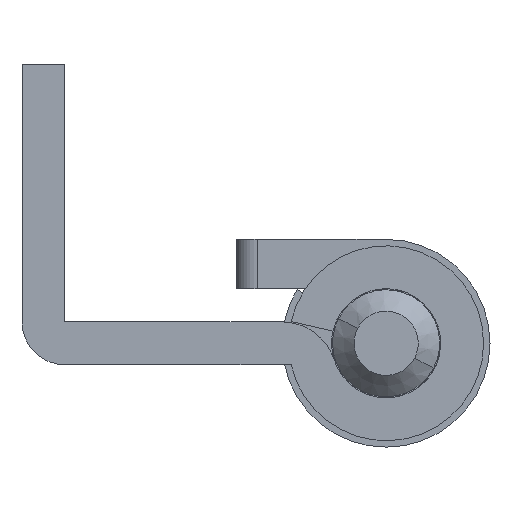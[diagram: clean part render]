
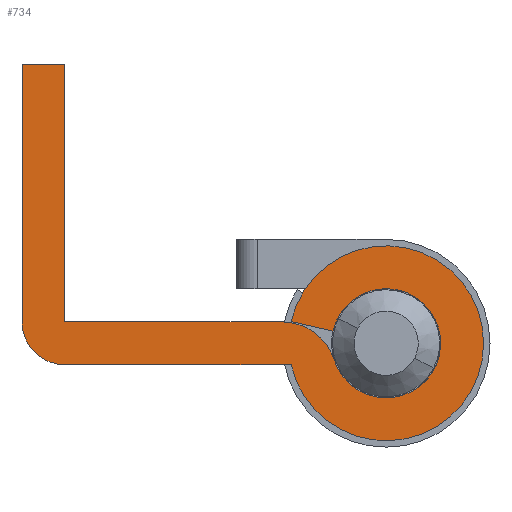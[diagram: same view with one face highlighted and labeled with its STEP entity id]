
A CAD part, front view. The second image highlights one B-rep face of the part: STEP entity #734.
In plain terms, the highlighted face is planar.
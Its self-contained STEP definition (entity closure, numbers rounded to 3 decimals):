
#6 = VECTOR ( 'NONE', #223, 1000. ) ;
#35 = LINE ( 'NONE', #263, #6 ) ;
#36 = EDGE_LOOP ( 'NONE', ( #1322, #307, #379, #290, #972, #799, #1347, #225, #113, #1304 ) ) ;
#44 = CARTESIAN_POINT ( 'NONE',  ( -15., -1., 5. ) ) ;
#49 = AXIS2_PLACEMENT_3D ( 'NONE', #946, #395, #1236 ) ;
#54 = EDGE_CURVE ( 'NONE', #1287, #262, #843, .T. ) ;
#67 = CARTESIAN_POINT ( 'NONE',  ( 0., -13., 5. ) ) ;
#75 = CARTESIAN_POINT ( 'NONE',  ( -17., -1., 5. ) ) ;
#84 = VERTEX_POINT ( 'NONE', #149 ) ;
#85 = EDGE_CURVE ( 'NONE', #1181, #323, #801, .T. ) ;
#113 = ORIENTED_EDGE ( 'NONE', *, *, #54, .T. ) ;
#125 = VECTOR ( 'NONE', #377, 1000. ) ;
#149 = CARTESIAN_POINT ( 'NONE',  ( -2.429, 0.775, 5. ) ) ;
#164 = LINE ( 'NONE', #67, #751 ) ;
#179 = DIRECTION ( 'NONE',  ( 1., 0., 0. ) ) ;
#187 = CARTESIAN_POINT ( 'NONE',  ( -4.859, 1.55, 5. ) ) ;
#218 = AXIS2_PLACEMENT_3D ( 'NONE', #988, #724, #413 ) ;
#223 = DIRECTION ( 'NONE',  ( -1., 0., 0. ) ) ;
#225 = ORIENTED_EDGE ( 'NONE', *, *, #973, .T. ) ;
#231 = EDGE_CURVE ( 'NONE', #1066, #334, #1244, .T. ) ;
#247 = VECTOR ( 'NONE', #1302, 1000. ) ;
#262 = VERTEX_POINT ( 'NONE', #75 ) ;
#263 = CARTESIAN_POINT ( 'NONE',  ( 0., -1., 5. ) ) ;
#264 = CIRCLE ( 'NONE', #337, 2. ) ;
#288 = CARTESIAN_POINT ( 'NONE',  ( -4.435, -1.015, 5. ) ) ;
#290 = ORIENTED_EDGE ( 'NONE', *, *, #341, .F. ) ;
#297 = DIRECTION ( 'NONE',  ( 0., 0., -1. ) ) ;
#307 = ORIENTED_EDGE ( 'NONE', *, *, #1033, .T. ) ;
#310 = DIRECTION ( 'NONE',  ( 1., 0., 0. ) ) ;
#317 = CARTESIAN_POINT ( 'NONE',  ( -4.859, -1., 5. ) ) ;
#323 = VERTEX_POINT ( 'NONE', #622 ) ;
#334 = VERTEX_POINT ( 'NONE', #1359 ) ;
#337 = AXIS2_PLACEMENT_3D ( 'NONE', #387, #1176, #310 ) ;
#341 = EDGE_CURVE ( 'NONE', #84, #420, #903, .T. ) ;
#351 = CARTESIAN_POINT ( 'NONE',  ( 0., 0., 5. ) ) ;
#377 = DIRECTION ( 'NONE',  ( 1., 0., 0. ) ) ;
#379 = ORIENTED_EDGE ( 'NONE', *, *, #1255, .T. ) ;
#385 = PLANE ( 'NONE',  #784 ) ;
#387 = CARTESIAN_POINT ( 'NONE',  ( -15., -1., 5. ) ) ;
#395 = DIRECTION ( 'NONE',  ( 0., 0., -1. ) ) ;
#397 = CARTESIAN_POINT ( 'NONE',  ( 0., 1., 5. ) ) ;
#398 = VERTEX_POINT ( 'NONE', #317 ) ;
#413 = DIRECTION ( 'NONE',  ( 1., 0., 0. ) ) ;
#420 = VERTEX_POINT ( 'NONE', #733 ) ;
#453 = EDGE_CURVE ( 'NONE', #262, #1066, #264, .T. ) ;
#490 = DIRECTION ( 'NONE',  ( -1., 0., 0. ) ) ;
#491 = VECTOR ( 'NONE', #1316, 1000. ) ;
#500 = CARTESIAN_POINT ( 'NONE',  ( -17., 0., 5. ) ) ;
#508 = EDGE_CURVE ( 'NONE', #84, #398, #774, .T. ) ;
#533 = LINE ( 'NONE', #351, #247 ) ;
#535 = VECTOR ( 'NONE', #1151, 1000. ) ;
#559 = CARTESIAN_POINT ( 'NONE',  ( -17., -13., 5. ) ) ;
#613 = CARTESIAN_POINT ( 'NONE',  ( 0., 0., 5. ) ) ;
#622 = CARTESIAN_POINT ( 'NONE',  ( -15., -13., 5. ) ) ;
#624 = DIRECTION ( 'NONE',  ( 1., 0., 0. ) ) ;
#715 = DIRECTION ( 'NONE',  ( 0., 0., 1. ) ) ;
#724 = DIRECTION ( 'NONE',  ( 0., 0., -1. ) ) ;
#733 = CARTESIAN_POINT ( 'NONE',  ( -2.486, -0.569, 5. ) ) ;
#734 = ADVANCED_FACE ( 'NONE', ( #1361 ), #385, .F. ) ;
#751 = VECTOR ( 'NONE', #490, 1000. ) ;
#774 = CIRCLE ( 'NONE', #1130, 2.55 ) ;
#784 = AXIS2_PLACEMENT_3D ( 'NONE', #613, #715, #179 ) ;
#799 = ORIENTED_EDGE ( 'NONE', *, *, #1061, .T. ) ;
#801 = LINE ( 'NONE', #1243, #491 ) ;
#843 = LINE ( 'NONE', #500, #535 ) ;
#895 = CIRCLE ( 'NONE', #218, 4.55 ) ;
#903 = CIRCLE ( 'NONE', #49, 2.55 ) ;
#917 = VERTEX_POINT ( 'NONE', #288 ) ;
#946 = CARTESIAN_POINT ( 'NONE',  ( 0., 0., 5. ) ) ;
#972 = ORIENTED_EDGE ( 'NONE', *, *, #508, .T. ) ;
#973 = EDGE_CURVE ( 'NONE', #323, #1287, #164, .T. ) ;
#988 = CARTESIAN_POINT ( 'NONE',  ( 0., 0., 5. ) ) ;
#1033 = EDGE_CURVE ( 'NONE', #334, #917, #895, .T. ) ;
#1061 = EDGE_CURVE ( 'NONE', #398, #1181, #35, .T. ) ;
#1066 = VERTEX_POINT ( 'NONE', #1083 ) ;
#1083 = CARTESIAN_POINT ( 'NONE',  ( -15., 1., 5. ) ) ;
#1130 = AXIS2_PLACEMENT_3D ( 'NONE', #187, #297, #624 ) ;
#1151 = DIRECTION ( 'NONE',  ( 0., 1., 0. ) ) ;
#1176 = DIRECTION ( 'NONE',  ( 0., 0., -1. ) ) ;
#1181 = VERTEX_POINT ( 'NONE', #44 ) ;
#1236 = DIRECTION ( 'NONE',  ( 1., 0., 0. ) ) ;
#1243 = CARTESIAN_POINT ( 'NONE',  ( -15., 0., 5. ) ) ;
#1244 = LINE ( 'NONE', #397, #125 ) ;
#1255 = EDGE_CURVE ( 'NONE', #917, #420, #533, .T. ) ;
#1287 = VERTEX_POINT ( 'NONE', #559 ) ;
#1302 = DIRECTION ( 'NONE',  ( 0.975, 0.223, 0. ) ) ;
#1304 = ORIENTED_EDGE ( 'NONE', *, *, #453, .T. ) ;
#1316 = DIRECTION ( 'NONE',  ( 0., -1., 0. ) ) ;
#1322 = ORIENTED_EDGE ( 'NONE', *, *, #231, .T. ) ;
#1347 = ORIENTED_EDGE ( 'NONE', *, *, #85, .T. ) ;
#1359 = CARTESIAN_POINT ( 'NONE',  ( -4.439, 1., 5. ) ) ;
#1361 = FACE_OUTER_BOUND ( 'NONE', #36, .T. ) ;
